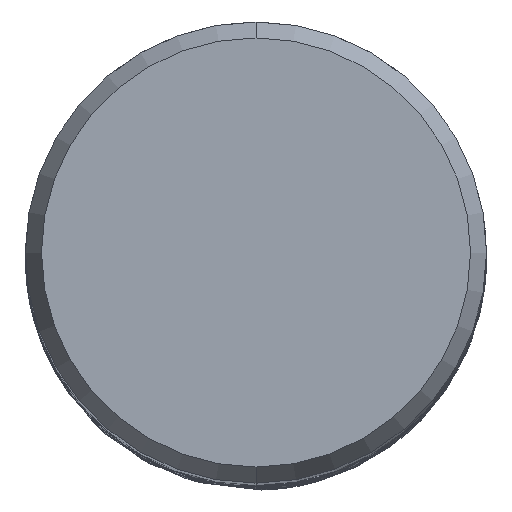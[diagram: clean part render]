
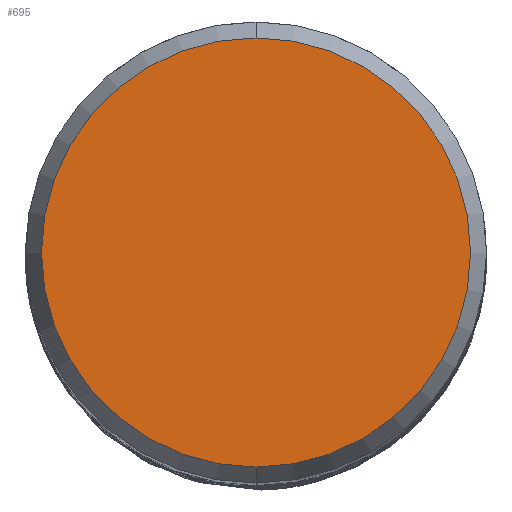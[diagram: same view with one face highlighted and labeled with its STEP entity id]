
A CAD part, top view. The second image highlights one B-rep face of the part: STEP entity #695.
In plain terms, the highlighted planar face has unit normal (0, 0, 1).
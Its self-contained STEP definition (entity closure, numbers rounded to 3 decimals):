
#695=ADVANCED_FACE('',(#1963),#1964,.T.);
#981=VERTEX_POINT('',#2274);
#1233=EDGE_CURVE('',#981,#1373,#2553,.T.);
#1373=VERTEX_POINT('',#2702);
#1669=EDGE_CURVE('',#1373,#981,#3028,.T.);
#1963=FACE_OUTER_BOUND('',#3366,.T.);
#1964=PLANE('',#3367);
#2274=CARTESIAN_POINT('',(0.,-9.307,0.0));
#2553=CIRCLE('',#13987,9.307);
#2702=CARTESIAN_POINT('',(0.0,9.307,0.0));
#3028=CIRCLE('',#22030,9.307);
#3366=EDGE_LOOP('',(#28430,#28431));
#3367=AXIS2_PLACEMENT_3D('',#28432,#28433,#28434);
#13987=AXIS2_PLACEMENT_3D('',#28974,#28975,#28976);
#22030=AXIS2_PLACEMENT_3D('',#29459,#29460,#29461);
#28430=ORIENTED_EDGE('',*,*,#1669,.F.);
#28431=ORIENTED_EDGE('',*,*,#1233,.F.);
#28432=CARTESIAN_POINT('',(0.0,4.654,0.0));
#28433=DIRECTION('',(-0.0,0.0,1.0));
#28434=DIRECTION('',(0.0,-1.0,0.0));
#28974=CARTESIAN_POINT('',(0.0,0.0,0.0));
#28975=DIRECTION('',(0.0,0.0,-1.0));
#28976=DIRECTION('',(0.0,1.0,0.0));
#29459=CARTESIAN_POINT('',(0.0,0.0,0.0));
#29460=DIRECTION('',(0.0,0.0,-1.0));
#29461=DIRECTION('',(0.0,1.0,0.0));
